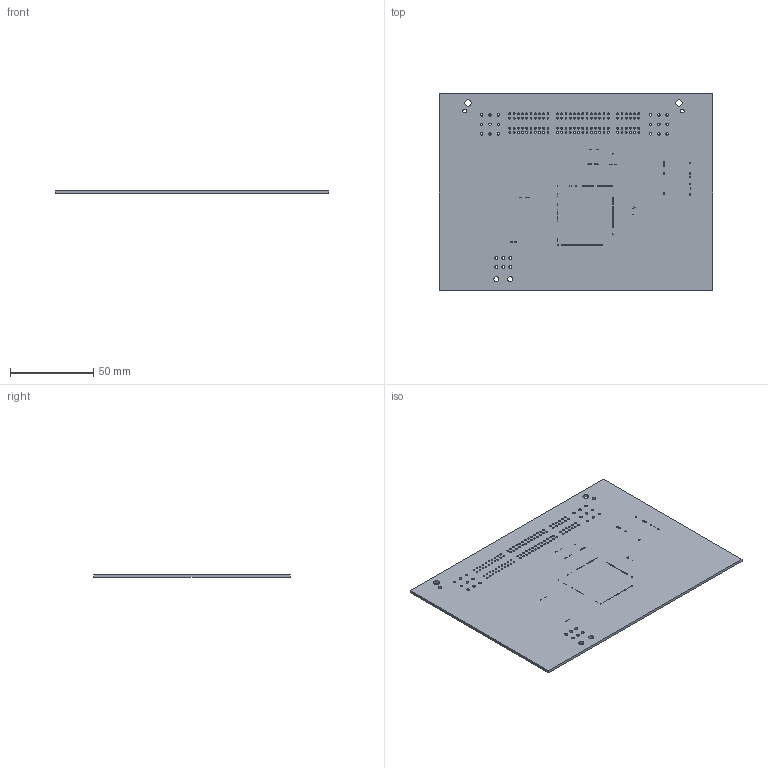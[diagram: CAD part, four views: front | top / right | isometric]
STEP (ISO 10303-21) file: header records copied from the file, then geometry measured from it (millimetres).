
FILE_DESCRIPTION(('KiCad electronic assembly'),'2;1');
FILE_NAME('hellenbms46.step','2024-10-12T20:55:11',('Pcbnew'),('Kicad'), 'Open CASCADE STEP processor 7.8','KiCad to STEP converter','Unknown' );
FILE_SCHEMA(('AUTOMOTIVE_DESIGN { 1 0 10303 214 1 1 1 1 }'));
Length unit declared in the file: millimetre
Products named in the file (2): hellenbms46 1; hellenbms46_PCB
Assembly tree (1 placements, depth 2):
  hellenbms46 1
    hellenbms46_PCB
Bounding box: 164 x 118 x 1.6 mm (x, y, z)
Volume: 30618.1 mm3; surface area: 40313 mm2
Topology: 1 solids, 1 shells, 275 faces, 819 edges, 546 vertices
Faces by surface type: cylinder 269, plane 6
Full cylindrical faces by diameter (mm): 0.3 x114, 1 x9, 1.1 x116, 1.5 x18, 1.8 x6, 2.2 x2, 3 x2, 3.7 x2
Entity records: 10684 total; most frequent: DIRECTION 1911, CARTESIAN_POINT 1642, ORIENTED_EDGE 1638, EDGE_CURVE 819, AXIS2_PLACEMENT_3D 815, FACE_BOUND 813, EDGE_LOOP 813, VERTEX_POINT 546
